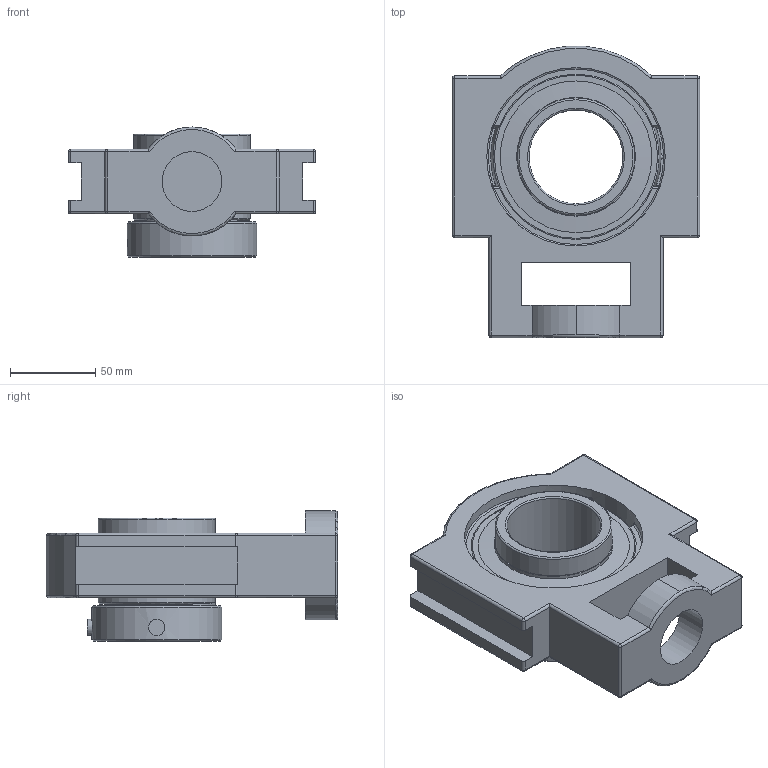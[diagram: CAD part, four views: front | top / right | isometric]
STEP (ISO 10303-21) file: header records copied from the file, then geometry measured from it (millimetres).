
FILE_DESCRIPTION(('HOOPS Exchange Step'),'2;1');
FILE_NAME('export-F7FC0849-DCD0-4566-9B46-D2ACE5314278.stp','2020-05-20T11:25:31-07:00',('dkerr'),('Alibre'),'HOOPS Exchange 2020.0','Alibre','Unknown authorisation');
FILE_SCHEMA( ('AP242_MANAGED_MODEL_BASED_3D_ENGINEERING_MIM_LF {1 0 10303 442 1 1 4 }') );
Length unit declared in the file: inch
Products named in the file (8): MRN STM 211 L4L; SHC 211 (Setscrew); SHC 211 (Ball Bearing); SHC 211 (Shield); SHC 211 (Collar); SHC 211 L4L (55mm) (Race); MRN SHC 211 L4L (55mm); MRN SHCSTM 211 L4L (55mm)
Assembly tree (7 placements, depth 3):
  MRN SHCSTM 211 L4L (55mm)
    MRN STM 211 L4L
    MRN SHC 211 L4L (55mm)
      SHC 211 (Setscrew)
      SHC 211 (Ball Bearing)
      SHC 211 (Shield)
      SHC 211 (Collar)
      SHC 211 L4L (55mm) (Race)
Bounding box: 145 x 170.77 x 76.26 mm (x, y, z)
Volume: 550589.7 mm3; surface area: 142933.6 mm2
Topology: 17 solids, 17 shells, 187 faces, 485 edges, 297 vertices
Faces by surface type: cylinder 70, plane 55, sphere 29, torus 17, cone 12, bspline 4
Full cylindrical faces by diameter (mm): 9.525 x3, 35 x1, 55 x2, 64.973 x2, 68.58 x4, 69.596 x2, 76.2 x1, 87.884 x2, 88.9 x4, 104.56 x2, 110.1 x1
Entity records: 7634 total; most frequent: CARTESIAN_POINT 2881, DIRECTION 1039, ORIENTED_EDGE 892, EDGE_CURVE 446, AXIS2_PLACEMENT_3D 429, VERTEX_POINT 297, CIRCLE 219, EDGE_LOOP 209
